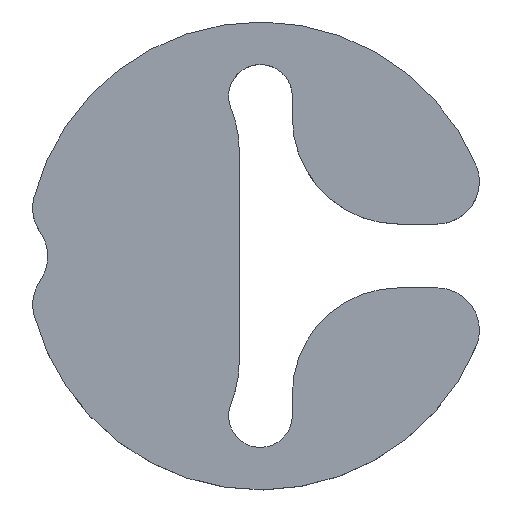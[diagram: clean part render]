
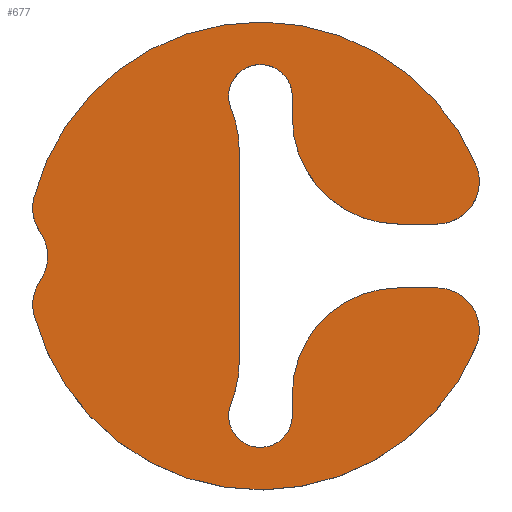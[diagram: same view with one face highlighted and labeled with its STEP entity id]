
A CAD part, top view. The second image highlights one B-rep face of the part: STEP entity #677.
In plain terms, the highlighted planar face has unit normal (0, 0, 1).
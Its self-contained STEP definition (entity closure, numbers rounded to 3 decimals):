
#84=CARTESIAN_POINT('',(-1.385,6.923,3.0));
#85=VERTEX_POINT('',#84);
#92=CARTESIAN_POINT('',(-1.,4.999,3.0));
#93=VERTEX_POINT('',#92);
#94=CARTESIAN_POINT('',(-6.,4.999,3.0));
#95=DIRECTION('',(0.0,0.0,1.0));
#96=DIRECTION('',(-1.0,0.0,0.0));
#97=AXIS2_PLACEMENT_3D('',#94,#95,#96);
#98=CIRCLE('',#97,5.);
#99=EDGE_CURVE('',#93,#85,#98,.T.);
#124=CARTESIAN_POINT('',(-1.,-5.,3.0));
#125=VERTEX_POINT('',#124);
#126=CARTESIAN_POINT('',(-1.,-5.,3.0));
#127=DIRECTION('',(0.0,1.0,0.0));
#128=VECTOR('',#127,9.999);
#129=LINE('',#126,#128);
#130=EDGE_CURVE('',#125,#93,#129,.T.);
#156=CARTESIAN_POINT('',(-1.385,-6.923,3.0));
#157=VERTEX_POINT('',#156);
#158=CARTESIAN_POINT('',(-6.,-5.,3.0));
#159=DIRECTION('',(0.0,0.0,1.0));
#160=DIRECTION('',(-0.923,0.385,0.0));
#161=AXIS2_PLACEMENT_3D('',#158,#159,#160);
#162=CIRCLE('',#161,5.);
#163=EDGE_CURVE('',#157,#125,#162,.T.);
#189=CARTESIAN_POINT('',(1.5,-7.538,3.0));
#190=VERTEX_POINT('',#189);
#191=CARTESIAN_POINT('',(0.0,-7.5,3.0));
#192=DIRECTION('',(0.0,0.0,-1.0));
#193=DIRECTION('',(-0.923,0.385,0.0));
#194=AXIS2_PLACEMENT_3D('',#191,#192,#193);
#195=CIRCLE('',#194,1.5);
#196=EDGE_CURVE('',#190,#157,#195,.T.);
#221=CARTESIAN_POINT('',(1.5,-6.5,3.0));
#222=VERTEX_POINT('',#221);
#223=CARTESIAN_POINT('',(1.5,-6.5,3.0));
#224=DIRECTION('',(0.0,-1.0,0.0));
#225=VECTOR('',#224,1.038);
#226=LINE('',#223,#225);
#227=EDGE_CURVE('',#222,#190,#226,.T.);
#253=CARTESIAN_POINT('',(6.5,-1.5,3.0));
#254=VERTEX_POINT('',#253);
#255=CARTESIAN_POINT('',(6.5,-6.5,3.0));
#256=DIRECTION('',(0.0,0.0,1.0));
#257=DIRECTION('',(0.0,-1.0,0.0));
#258=AXIS2_PLACEMENT_3D('',#255,#256,#257);
#259=CIRCLE('',#258,5.);
#260=EDGE_CURVE('',#254,#222,#259,.T.);
#285=CARTESIAN_POINT('',(8.292,-1.5,3.0));
#286=VERTEX_POINT('',#285);
#287=CARTESIAN_POINT('',(8.292,-1.5,3.0));
#288=DIRECTION('',(-1.0,0.0,0.0));
#289=VECTOR('',#288,1.792);
#290=LINE('',#287,#289);
#291=EDGE_CURVE('',#286,#254,#290,.T.);
#317=CARTESIAN_POINT('',(10.134,-4.278,3.0));
#318=VERTEX_POINT('',#317);
#319=CARTESIAN_POINT('',(8.292,-3.5,3.0));
#320=DIRECTION('',(0.0,0.0,1.0));
#321=DIRECTION('',(-0.921,0.389,0.0));
#322=AXIS2_PLACEMENT_3D('',#319,#320,#321);
#323=CIRCLE('',#322,2.);
#324=EDGE_CURVE('',#318,#286,#323,.T.);
#350=CARTESIAN_POINT('',(-10.639,-2.795,3.0));
#351=VERTEX_POINT('',#350);
#352=CARTESIAN_POINT('',(0.0,0.0,3.0));
#353=DIRECTION('',(0.0,0.0,1.0));
#354=DIRECTION('',(0.967,0.254,0.0));
#355=AXIS2_PLACEMENT_3D('',#352,#353,#354);
#356=CIRCLE('',#355,11.0);
#357=EDGE_CURVE('',#351,#318,#356,.T.);
#383=CARTESIAN_POINT('',(-10.352,-1.153,3.0));
#384=VERTEX_POINT('',#383);
#385=CARTESIAN_POINT('',(-8.705,-2.286,3.0));
#386=DIRECTION('',(0.0,0.0,1.0));
#387=DIRECTION('',(0.824,-0.567,0.0));
#388=AXIS2_PLACEMENT_3D('',#385,#386,#387);
#389=CIRCLE('',#388,2.);
#390=EDGE_CURVE('',#384,#351,#389,.T.);
#416=CARTESIAN_POINT('',(-10.356,1.12,3.0));
#417=VERTEX_POINT('',#416);
#418=CARTESIAN_POINT('',(-12.,-0.019,3.0));
#419=DIRECTION('',(0.0,0.0,-1.0));
#420=DIRECTION('',(0.824,-0.567,0.0));
#421=AXIS2_PLACEMENT_3D('',#418,#419,#420);
#422=CIRCLE('',#421,2.0);
#423=EDGE_CURVE('',#417,#384,#422,.T.);
#449=CARTESIAN_POINT('',(-10.648,2.761,3.0));
#450=VERTEX_POINT('',#449);
#451=CARTESIAN_POINT('',(-8.712,2.259,3.0));
#452=DIRECTION('',(0.0,0.0,1.0));
#453=DIRECTION('',(0.968,-0.251,0.0));
#454=AXIS2_PLACEMENT_3D('',#451,#452,#453);
#455=CIRCLE('',#454,2.);
#456=EDGE_CURVE('',#450,#417,#455,.T.);
#482=CARTESIAN_POINT('',(10.134,4.278,3.0));
#483=VERTEX_POINT('',#482);
#484=CARTESIAN_POINT('',(0.0,0.0,3.0));
#485=DIRECTION('',(0.0,0.0,1.0));
#486=DIRECTION('',(-0.921,-0.389,0.0));
#487=AXIS2_PLACEMENT_3D('',#484,#485,#486);
#488=CIRCLE('',#487,11.0);
#489=EDGE_CURVE('',#483,#450,#488,.T.);
#515=CARTESIAN_POINT('',(8.292,1.5,3.0));
#516=VERTEX_POINT('',#515);
#517=CARTESIAN_POINT('',(8.292,3.5,3.0));
#518=DIRECTION('',(0.0,0.0,1.0));
#519=DIRECTION('',(0.0,1.0,0.0));
#520=AXIS2_PLACEMENT_3D('',#517,#518,#519);
#521=CIRCLE('',#520,2.);
#522=EDGE_CURVE('',#516,#483,#521,.T.);
#547=CARTESIAN_POINT('',(6.5,1.5,3.0));
#548=VERTEX_POINT('',#547);
#549=CARTESIAN_POINT('',(6.5,1.5,3.0));
#550=DIRECTION('',(1.0,0.0,0.0));
#551=VECTOR('',#550,1.792);
#552=LINE('',#549,#551);
#553=EDGE_CURVE('',#548,#516,#552,.T.);
#579=CARTESIAN_POINT('',(1.5,6.5,3.0));
#580=VERTEX_POINT('',#579);
#581=CARTESIAN_POINT('',(6.5,6.5,3.0));
#582=DIRECTION('',(0.0,0.0,1.0));
#583=DIRECTION('',(1.0,0.0,0.0));
#584=AXIS2_PLACEMENT_3D('',#581,#582,#583);
#585=CIRCLE('',#584,5.0);
#586=EDGE_CURVE('',#580,#548,#585,.T.);
#611=CARTESIAN_POINT('',(1.5,7.5,3.0));
#612=VERTEX_POINT('',#611);
#613=CARTESIAN_POINT('',(1.5,7.5,3.0));
#614=DIRECTION('',(0.0,-1.0,0.0));
#615=VECTOR('',#614,1.);
#616=LINE('',#613,#615);
#617=EDGE_CURVE('',#612,#580,#616,.T.);
#641=CARTESIAN_POINT('',(0.,7.5,3.0));
#642=DIRECTION('',(0.0,0.0,-1.0));
#643=DIRECTION('',(1.0,0.0,0.0));
#644=AXIS2_PLACEMENT_3D('',#641,#642,#643);
#645=CIRCLE('',#644,1.5);
#646=EDGE_CURVE('',#85,#612,#645,.T.);
#652=CARTESIAN_POINT('',(0.455,-0.001,3.0));
#653=DIRECTION('',(0.0,0.0,1.0));
#654=DIRECTION('',(1.0,0.0,0.0));
#655=AXIS2_PLACEMENT_3D('',#652,#653,#654);
#656=PLANE('',#655);
#657=ORIENTED_EDGE('',*,*,#646,.T.);
#658=ORIENTED_EDGE('',*,*,#617,.T.);
#659=ORIENTED_EDGE('',*,*,#586,.T.);
#660=ORIENTED_EDGE('',*,*,#553,.T.);
#661=ORIENTED_EDGE('',*,*,#522,.T.);
#662=ORIENTED_EDGE('',*,*,#489,.T.);
#663=ORIENTED_EDGE('',*,*,#456,.T.);
#664=ORIENTED_EDGE('',*,*,#423,.T.);
#665=ORIENTED_EDGE('',*,*,#390,.T.);
#666=ORIENTED_EDGE('',*,*,#357,.T.);
#667=ORIENTED_EDGE('',*,*,#324,.T.);
#668=ORIENTED_EDGE('',*,*,#291,.T.);
#669=ORIENTED_EDGE('',*,*,#260,.T.);
#670=ORIENTED_EDGE('',*,*,#227,.T.);
#671=ORIENTED_EDGE('',*,*,#196,.T.);
#672=ORIENTED_EDGE('',*,*,#163,.T.);
#673=ORIENTED_EDGE('',*,*,#130,.T.);
#674=ORIENTED_EDGE('',*,*,#99,.T.);
#675=EDGE_LOOP('',(#657,#658,#659,#660,#661,#662,#663,#664,#665,#666,#667,#668,#669,#670,#671,#672,#673,#674));
#676=FACE_OUTER_BOUND('',#675,.T.);
#677=ADVANCED_FACE('',(#676),#656,.T.);
